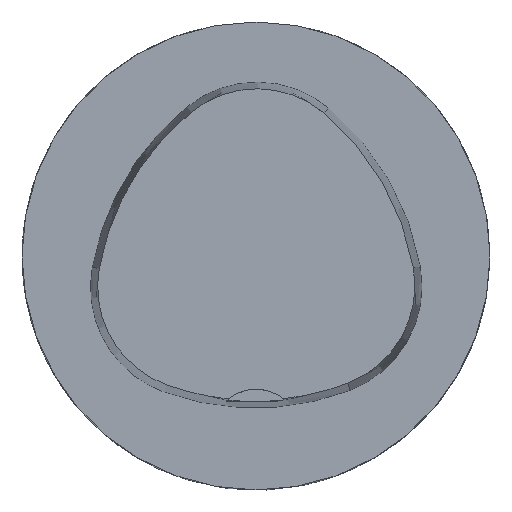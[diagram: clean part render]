
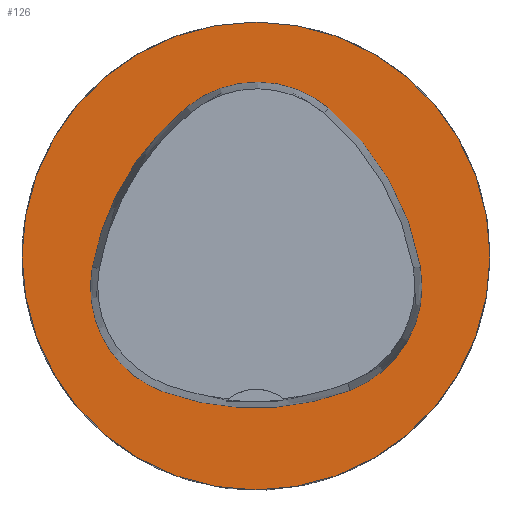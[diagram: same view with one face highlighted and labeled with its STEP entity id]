
A CAD part, top view. The second image highlights one B-rep face of the part: STEP entity #126.
In plain terms, the highlighted planar face has unit normal (0, 0, 1).
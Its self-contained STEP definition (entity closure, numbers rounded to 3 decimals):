
#44=PLANE('',#965);
#126=ADVANCED_FACE('',(#256,#257),#44,.T.);
#203=CIRCLE('',#934,31.5);
#204=CIRCLE('',#943,36.);
#206=CIRCLE('',#946,15.);
#208=CIRCLE('',#949,36.);
#210=CIRCLE('',#952,15.);
#214=CIRCLE('',#957,36.);
#216=CIRCLE('',#960,15.);
#256=FACE_BOUND('',#318,.T.);
#257=FACE_BOUND('',#319,.T.);
#318=EDGE_LOOP('',(#471,#472,#473,#474,#475,#476));
#319=EDGE_LOOP('',(#477));
#471=ORIENTED_EDGE('',*,*,#754,.T.);
#472=ORIENTED_EDGE('',*,*,#734,.T.);
#473=ORIENTED_EDGE('',*,*,#738,.T.);
#474=ORIENTED_EDGE('',*,*,#741,.T.);
#475=ORIENTED_EDGE('',*,*,#744,.T.);
#476=ORIENTED_EDGE('',*,*,#752,.T.);
#477=ORIENTED_EDGE('',*,*,#717,.F.);
#636=VERTEX_POINT('',#1365);
#653=VERTEX_POINT('',#1436);
#654=VERTEX_POINT('',#1437);
#657=VERTEX_POINT('',#1445);
#659=VERTEX_POINT('',#1451);
#661=VERTEX_POINT('',#1457);
#668=VERTEX_POINT('',#1478);
#717=EDGE_CURVE('',#636,#636,#203,.T.);
#734=EDGE_CURVE('',#653,#654,#204,.T.);
#738=EDGE_CURVE('',#654,#657,#206,.T.);
#741=EDGE_CURVE('',#657,#659,#208,.T.);
#744=EDGE_CURVE('',#659,#661,#210,.T.);
#752=EDGE_CURVE('',#661,#668,#214,.T.);
#754=EDGE_CURVE('',#668,#653,#216,.T.);
#934=AXIS2_PLACEMENT_3D('',#1364,#1071,#1072);
#943=AXIS2_PLACEMENT_3D('',#1435,#1095,#1096);
#946=AXIS2_PLACEMENT_3D('',#1444,#1103,#1104);
#949=AXIS2_PLACEMENT_3D('',#1450,#1110,#1111);
#952=AXIS2_PLACEMENT_3D('',#1456,#1117,#1118);
#957=AXIS2_PLACEMENT_3D('',#1479,#1129,#1130);
#960=AXIS2_PLACEMENT_3D('',#1482,#1135,#1136);
#965=AXIS2_PLACEMENT_3D('',#1487,#1145,#1146);
#1071=DIRECTION('',(0.,0.,-1.));
#1072=DIRECTION('',(-1.,0.,0.));
#1095=DIRECTION('',(0.,0.,-1.));
#1096=DIRECTION('',(-1.,0.,0.));
#1103=DIRECTION('',(0.,0.,-1.));
#1104=DIRECTION('',(-1.,0.,0.));
#1110=DIRECTION('',(0.,0.,-1.));
#1111=DIRECTION('',(-1.,0.,0.));
#1117=DIRECTION('',(0.,0.,-1.));
#1118=DIRECTION('',(-1.,0.,0.));
#1129=DIRECTION('',(0.,0.,-1.));
#1130=DIRECTION('',(-1.,0.,0.));
#1135=DIRECTION('',(0.,0.,-1.));
#1136=DIRECTION('',(-1.,0.,0.));
#1145=DIRECTION('',(0.,0.,1.));
#1146=DIRECTION('',(1.,0.,0.));
#1364=CARTESIAN_POINT('',(0.,0.,0.));
#1365=CARTESIAN_POINT('',(-31.5,0.,0.));
#1435=CARTESIAN_POINT('',(13.398,-7.893,0.));
#1436=CARTESIAN_POINT('',(-22.041,-1.562,0.));
#1437=CARTESIAN_POINT('',(-9.317,20.036,0.));
#1444=CARTESIAN_POINT('',(0.148,8.399,0.));
#1445=CARTESIAN_POINT('',(9.779,19.898,0.));
#1450=CARTESIAN_POINT('',(-13.337,-7.7,0.));
#1451=CARTESIAN_POINT('',(22.122,-1.48,0.));
#1456=CARTESIAN_POINT('',(7.347,-4.071,0.));
#1457=CARTESIAN_POINT('',(12.693,-18.087,0.));
#1478=CARTESIAN_POINT('',(-12.373,-18.307,0.));
#1479=CARTESIAN_POINT('',(-0.137,15.55,0.));
#1482=CARTESIAN_POINT('',(-7.275,-4.2,0.));
#1487=CARTESIAN_POINT('',(0.,0.,0.));
